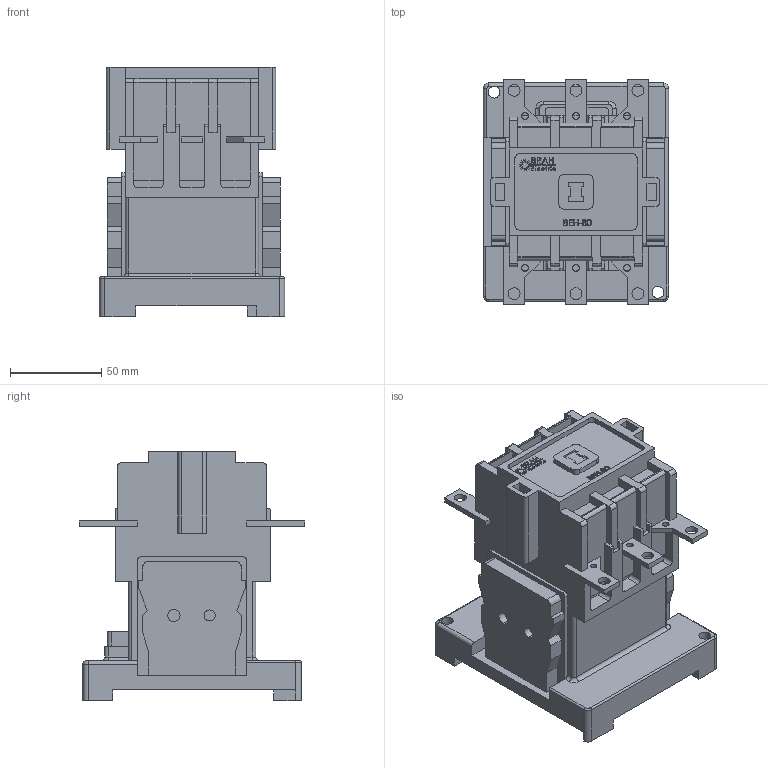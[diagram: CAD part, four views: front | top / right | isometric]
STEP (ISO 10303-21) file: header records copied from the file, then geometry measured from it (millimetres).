
FILE_DESCRIPTION (( 'STEP AP214' ), '1' );
FILE_NAME ('BEH-80-30-22AA.STEP', '2020-09-19T09:06:32', ( '' ), ( '' ), 'SwSTEP 2.0', 'SolidWorks 2017', '' );
FILE_SCHEMA (( 'AUTOMOTIVE_DESIGN' ));
Length unit declared in the file: inch
Products named in the file (1): BEH-80-30-22AA
Bounding box: 101.8 x 124 x 137 mm (x, y, z)
Volume: 886026.8 mm3; surface area: 89595.4 mm2
Topology: 1 solids, 1 shells, 687 faces, 1902 edges, 1255 vertices
Faces by surface type: plane 461, cylinder 132, bspline 85, torus 9
Entity records: 26437 total; most frequent: CARTESIAN_POINT 9102, ORIENTED_EDGE 3804, DIRECTION 3208, EDGE_CURVE 1902, VECTOR 1458, LINE 1458, VERTEX_POINT 1255, AXIS2_PLACEMENT_3D 875
